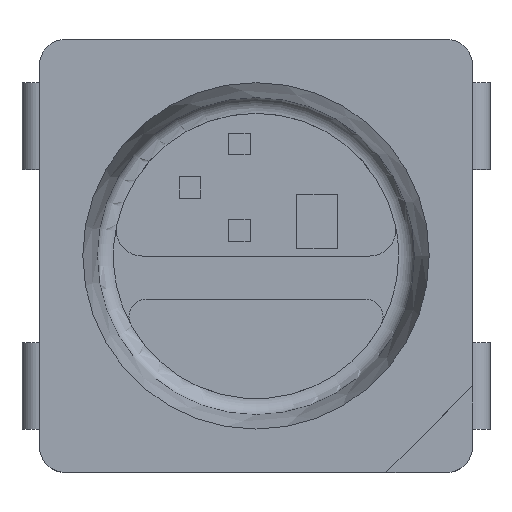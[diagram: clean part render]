
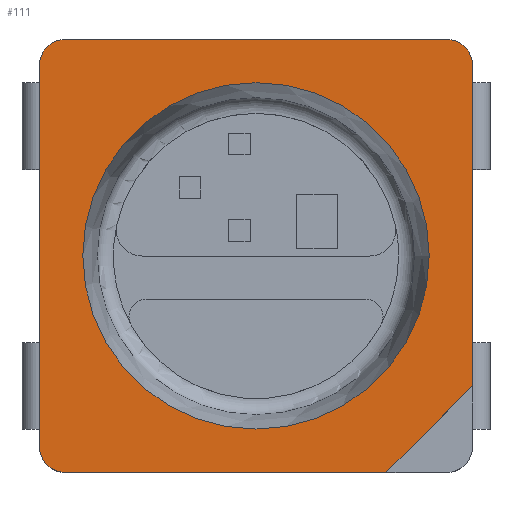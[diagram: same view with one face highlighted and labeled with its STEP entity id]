
A CAD part, top view. The second image highlights one B-rep face of the part: STEP entity #111.
In plain terms, the highlighted planar face has unit normal (0, 0, 1).
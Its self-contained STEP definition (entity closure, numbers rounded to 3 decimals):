
#24 = VERTEX_POINT('',#25);
#25 = CARTESIAN_POINT('',(2.,0.,1.6));
#30 = EDGE_CURVE('',#24,#24,#31,.T.);
#31 = CIRCLE('',#32,2.);
#32 = AXIS2_PLACEMENT_3D('',#33,#34,#35);
#33 = CARTESIAN_POINT('',(0.,0.,1.6));
#34 = DIRECTION('',(0.,0.,1.));
#35 = DIRECTION('',(1.,0.,0.));
#111 = ADVANCED_FACE('',(#112,#181),#184,.F.);
#112 = FACE_BOUND('',#113,.F.);
#113 = EDGE_LOOP('',(#114,#124,#133,#141,#150,#158,#166,#174));
#114 = ORIENTED_EDGE('',*,*,#115,.T.);
#115 = EDGE_CURVE('',#116,#118,#120,.T.);
#116 = VERTEX_POINT('',#117);
#117 = CARTESIAN_POINT('',(-2.5,-2.2,1.6));
#118 = VERTEX_POINT('',#119);
#119 = CARTESIAN_POINT('',(-2.5,2.2,1.6));
#120 = LINE('',#121,#122);
#121 = CARTESIAN_POINT('',(-2.5,-2.5,1.6));
#122 = VECTOR('',#123,1.);
#123 = DIRECTION('',(0.,1.,0.));
#124 = ORIENTED_EDGE('',*,*,#125,.F.);
#125 = EDGE_CURVE('',#126,#118,#128,.T.);
#126 = VERTEX_POINT('',#127);
#127 = CARTESIAN_POINT('',(-2.2,2.5,1.6));
#128 = CIRCLE('',#129,0.3);
#129 = AXIS2_PLACEMENT_3D('',#130,#131,#132);
#130 = CARTESIAN_POINT('',(-2.2,2.2,1.6));
#131 = DIRECTION('',(-0.,0.,1.));
#132 = DIRECTION('',(0.,-1.,0.));
#133 = ORIENTED_EDGE('',*,*,#134,.T.);
#134 = EDGE_CURVE('',#126,#135,#137,.T.);
#135 = VERTEX_POINT('',#136);
#136 = CARTESIAN_POINT('',(2.2,2.5,1.6));
#137 = LINE('',#138,#139);
#138 = CARTESIAN_POINT('',(-2.5,2.5,1.6));
#139 = VECTOR('',#140,1.);
#140 = DIRECTION('',(1.,0.,0.));
#141 = ORIENTED_EDGE('',*,*,#142,.T.);
#142 = EDGE_CURVE('',#135,#143,#145,.T.);
#143 = VERTEX_POINT('',#144);
#144 = CARTESIAN_POINT('',(2.5,2.2,1.6));
#145 = CIRCLE('',#146,0.3);
#146 = AXIS2_PLACEMENT_3D('',#147,#148,#149);
#147 = CARTESIAN_POINT('',(2.2,2.2,1.6));
#148 = DIRECTION('',(-0.,-0.,-1.));
#149 = DIRECTION('',(0.,-1.,0.));
#150 = ORIENTED_EDGE('',*,*,#151,.T.);
#151 = EDGE_CURVE('',#143,#152,#154,.T.);
#152 = VERTEX_POINT('',#153);
#153 = CARTESIAN_POINT('',(2.5,-1.5,1.6));
#154 = LINE('',#155,#156);
#155 = CARTESIAN_POINT('',(2.5,2.5,1.6));
#156 = VECTOR('',#157,1.);
#157 = DIRECTION('',(0.,-1.,0.));
#158 = ORIENTED_EDGE('',*,*,#159,.T.);
#159 = EDGE_CURVE('',#152,#160,#162,.T.);
#160 = VERTEX_POINT('',#161);
#161 = CARTESIAN_POINT('',(1.5,-2.5,1.6));
#162 = LINE('',#163,#164);
#163 = CARTESIAN_POINT('',(2.5,-1.5,1.6));
#164 = VECTOR('',#165,1.);
#165 = DIRECTION('',(-0.707,-0.707,0.));
#166 = ORIENTED_EDGE('',*,*,#167,.T.);
#167 = EDGE_CURVE('',#160,#168,#170,.T.);
#168 = VERTEX_POINT('',#169);
#169 = CARTESIAN_POINT('',(-2.2,-2.5,1.6));
#170 = LINE('',#171,#172);
#171 = CARTESIAN_POINT('',(2.5,-2.5,1.6));
#172 = VECTOR('',#173,1.);
#173 = DIRECTION('',(-1.,0.,0.));
#174 = ORIENTED_EDGE('',*,*,#175,.F.);
#175 = EDGE_CURVE('',#116,#168,#176,.T.);
#176 = CIRCLE('',#177,0.3);
#177 = AXIS2_PLACEMENT_3D('',#178,#179,#180);
#178 = CARTESIAN_POINT('',(-2.2,-2.2,1.6));
#179 = DIRECTION('',(-0.,0.,1.));
#180 = DIRECTION('',(0.,-1.,0.));
#181 = FACE_BOUND('',#182,.F.);
#182 = EDGE_LOOP('',(#183));
#183 = ORIENTED_EDGE('',*,*,#30,.T.);
#184 = PLANE('',#185);
#185 = AXIS2_PLACEMENT_3D('',#186,#187,#188);
#186 = CARTESIAN_POINT('',(0.,0.,1.6));
#187 = DIRECTION('',(-0.,-0.,-1.));
#188 = DIRECTION('',(-1.,0.,0.));
